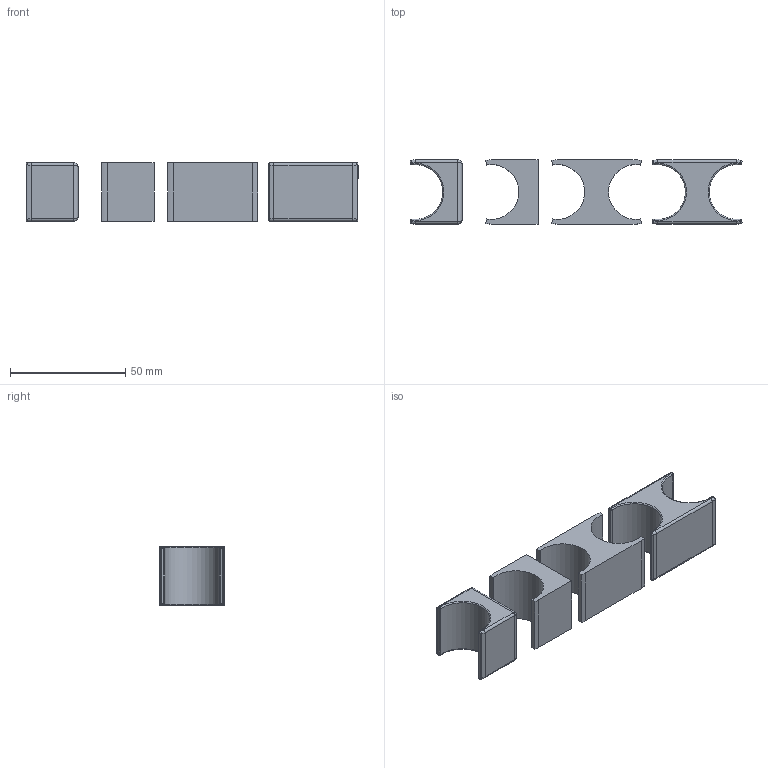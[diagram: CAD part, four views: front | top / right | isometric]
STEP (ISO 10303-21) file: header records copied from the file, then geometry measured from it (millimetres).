
FILE_DESCRIPTION(/* description */ (''),/* implementation_level */ '2;1');
FILE_NAME(/* name */ 'all-the-parts.stp',/* time_stamp */ '2023-04-01T00:08:20-07:00',/* author */ ('caleb'),/* organization */ (''),/* preprocessor_version */ 'ST-DEVELOPER v19.2',/* originating_system */ 'Autodesk Inventor 2023',/* authorisation */ '');
FILE_SCHEMA (('AUTOMOTIVE_DESIGN { 1 0 10303 214 3 1 1 }'));
Length unit declared in the file: millimetre
Products named in the file (5): all-the-parts; base-fileted; hook-thingy-base; two-sided; two-sided-fillet
Assembly tree (4 placements, depth 2):
  all-the-parts
    base-fileted
    hook-thingy-base
    two-sided
    two-sided-fillet
Bounding box: 144.01 x 27.81 x 25.4 mm (x, y, z)
Volume: 44152.9 mm3; surface area: 17790.1 mm2
Topology: 4 solids, 4 shells, 130 faces, 286 edges, 160 vertices
Faces by surface type: cylinder 54, plane 30, torus 18, bspline 16, sphere 12
Entity records: 4115 total; most frequent: CARTESIAN_POINT 1081, DIRECTION 642, ORIENTED_EDGE 564, EDGE_CURVE 282, AXIS2_PLACEMENT_3D 261, VERTEX_POINT 160, FACE_OUTER_BOUND 130, EDGE_LOOP 130
